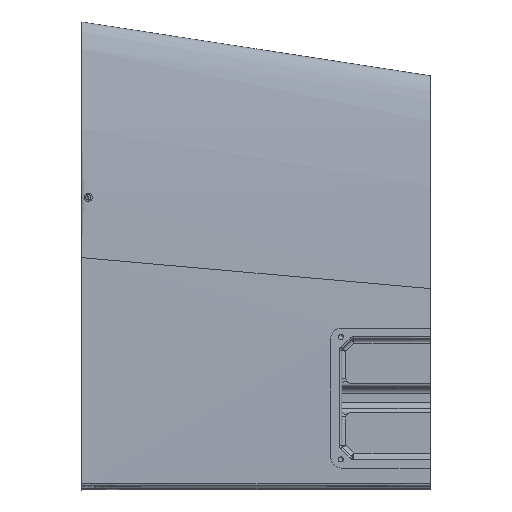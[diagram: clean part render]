
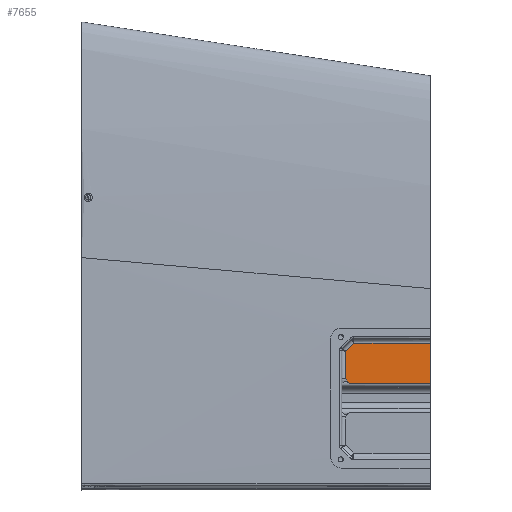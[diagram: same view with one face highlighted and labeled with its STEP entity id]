
A CAD part, front view. The second image highlights one B-rep face of the part: STEP entity #7655.
In plain terms, the highlighted planar face has unit normal (0, -1, 0).
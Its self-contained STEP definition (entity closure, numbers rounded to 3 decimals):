
#583 = DIRECTION ( 'NONE',  ( 0., 1., 0. ) ) ;
#643 = DIRECTION ( 'NONE',  ( 0., 0., 1. ) ) ;
#758 = ORIENTED_EDGE ( 'NONE', *, *, #9981, .T. ) ;
#843 = VERTEX_POINT ( 'NONE', #7683 ) ;
#844 = LINE ( 'NONE', #5960, #6434 ) ;
#1067 = CARTESIAN_POINT ( 'NONE',  ( 280.395, 22., 166.072 ) ) ;
#1150 = CARTESIAN_POINT ( 'NONE',  ( 245., 22., 168.072 ) ) ;
#1278 = VERTEX_POINT ( 'NONE', #8357 ) ;
#1466 = PLANE ( 'NONE',  #9315 ) ;
#1604 = VECTOR ( 'NONE', #10054, 1000. ) ;
#1766 = VERTEX_POINT ( 'NONE', #4852 ) ;
#1789 = VECTOR ( 'NONE', #9560, 1000. ) ;
#1870 = EDGE_CURVE ( 'NONE', #3269, #3296, #844, .T. ) ;
#2076 = EDGE_CURVE ( 'NONE', #3296, #5442, #3986, .T. ) ;
#2618 = EDGE_LOOP ( 'NONE', ( #4972, #10418, #9267, #3741, #758, #5795 ) ) ;
#3269 = VERTEX_POINT ( 'NONE', #7018 ) ;
#3296 = VERTEX_POINT ( 'NONE', #6175 ) ;
#3741 = ORIENTED_EDGE ( 'NONE', *, *, #5239, .T. ) ;
#3986 = LINE ( 'NONE', #4046, #10061 ) ;
#4046 = CARTESIAN_POINT ( 'NONE',  ( 245., 22., 159. ) ) ;
#4830 = CARTESIAN_POINT ( 'NONE',  ( 246.559, 22., 166.072 ) ) ;
#4841 = LINE ( 'NONE', #5560, #1604 ) ;
#4852 = CARTESIAN_POINT ( 'NONE',  ( 285., 22., 166.072 ) ) ;
#4902 = B_SPLINE_CURVE_WITH_KNOTS ( 'NONE', 3,
 ( #6719, #7388, #10938, #4830 ),
 .UNSPECIFIED., .F., .F.,
 ( 4, 4 ),
 ( 0., 0.003 ),
 .UNSPECIFIED. ) ;
#4942 = CARTESIAN_POINT ( 'NONE',  ( 280.395, 22., 159. ) ) ;
#4972 = ORIENTED_EDGE ( 'NONE', *, *, #2076, .T. ) ;
#5239 = EDGE_CURVE ( 'NONE', #1766, #1278, #4841, .T. ) ;
#5442 = VERTEX_POINT ( 'NONE', #1150 ) ;
#5560 = CARTESIAN_POINT ( 'NONE',  ( 285., 22., 159. ) ) ;
#5795 = ORIENTED_EDGE ( 'NONE', *, *, #1870, .T. ) ;
#5960 = CARTESIAN_POINT ( 'NONE',  ( 251.612, 22., 187.783 ) ) ;
#6148 = CARTESIAN_POINT ( 'NONE',  ( 280.395, 22., 185. ) ) ;
#6175 = CARTESIAN_POINT ( 'NONE',  ( 245., 22., 181.172 ) ) ;
#6434 = VECTOR ( 'NONE', #6738, 1000. ) ;
#6719 = CARTESIAN_POINT ( 'NONE',  ( 245., 22., 168.072 ) ) ;
#6738 = DIRECTION ( 'NONE',  ( -0.707, 0., -0.707 ) ) ;
#6972 = LINE ( 'NONE', #1067, #1789 ) ;
#7018 = CARTESIAN_POINT ( 'NONE',  ( 248.828, 22., 185. ) ) ;
#7142 = LINE ( 'NONE', #6148, #9599 ) ;
#7388 = CARTESIAN_POINT ( 'NONE',  ( 245.489, 22., 167.381 ) ) ;
#7655 = ADVANCED_FACE ( 'NONE', ( #9848 ), #1466, .F. ) ;
#7683 = CARTESIAN_POINT ( 'NONE',  ( 246.559, 22., 166.072 ) ) ;
#7981 = DIRECTION ( 'NONE',  ( -1., 0., 0. ) ) ;
#8274 = DIRECTION ( 'NONE',  ( 0., 0., -1. ) ) ;
#8357 = CARTESIAN_POINT ( 'NONE',  ( 285., 22., 185. ) ) ;
#9267 = ORIENTED_EDGE ( 'NONE', *, *, #10541, .T. ) ;
#9315 = AXIS2_PLACEMENT_3D ( 'NONE', #4942, #583, #643 ) ;
#9560 = DIRECTION ( 'NONE',  ( 1., 0., 0. ) ) ;
#9599 = VECTOR ( 'NONE', #7981, 1000. ) ;
#9848 = FACE_OUTER_BOUND ( 'NONE', #2618, .T. ) ;
#9981 = EDGE_CURVE ( 'NONE', #1278, #3269, #7142, .T. ) ;
#10054 = DIRECTION ( 'NONE',  ( 0., 0., 1. ) ) ;
#10061 = VECTOR ( 'NONE', #8274, 1000. ) ;
#10418 = ORIENTED_EDGE ( 'NONE', *, *, #10642, .T. ) ;
#10541 = EDGE_CURVE ( 'NONE', #843, #1766, #6972, .T. ) ;
#10642 = EDGE_CURVE ( 'NONE', #5442, #843, #4902, .T. ) ;
#10938 = CARTESIAN_POINT ( 'NONE',  ( 245.979, 22., 166.689 ) ) ;
